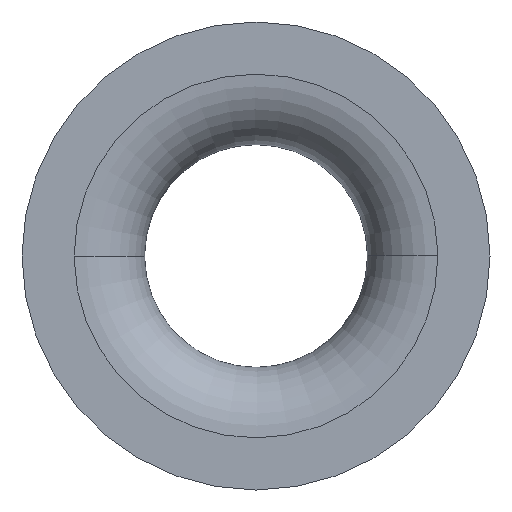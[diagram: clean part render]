
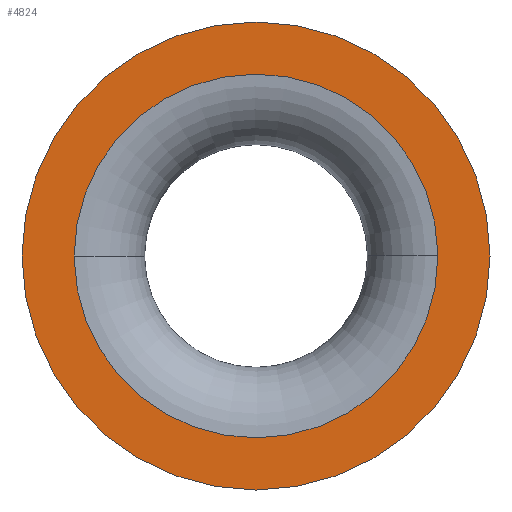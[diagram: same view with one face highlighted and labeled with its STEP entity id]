
A CAD part, front view. The second image highlights one B-rep face of the part: STEP entity #4824.
In plain terms, the highlighted planar face has unit normal (0, -1, 0).
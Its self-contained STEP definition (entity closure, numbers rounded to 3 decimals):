
#2921=CARTESIAN_POINT('',(0.,-5.25,0.));
#2922=DIRECTION('',(0.,1.,0.));
#2923=DIRECTION('',(1.,0.,0.014));
#2924=AXIS2_PLACEMENT_3D('',#2921,#2922,#2923);
#2953=CARTESIAN_POINT('',(0.,-5.25,0.));
#2954=DIRECTION('',(0.,1.,0.));
#2955=DIRECTION('',(1.,0.,0.));
#2956=AXIS2_PLACEMENT_3D('',#2953,#2954,#2955);
#2961=CARTESIAN_POINT('',(0.,-5.25,0.));
#2962=DIRECTION('',(0.,1.,0.));
#2963=DIRECTION('',(-1.,0.,0.));
#2964=AXIS2_PLACEMENT_3D('',#2961,#2962,#2963);
#2969=CARTESIAN_POINT('',(0.,-5.25,0.));
#2970=DIRECTION('',(0.,-1.,0.));
#2971=DIRECTION('',(-1.,0.,-0.014));
#2972=AXIS2_PLACEMENT_3D('',#2969,#2970,#2971);
#2977=CARTESIAN_POINT('',(0.,-5.25,0.));
#2978=DIRECTION('',(0.,-1.,0.));
#2979=DIRECTION('',(1.,0.,0.014));
#2980=AXIS2_PLACEMENT_3D('',#2977,#2978,#2979);
#4458=CARTESIAN_POINT('',(0.,-5.25,0.));
#4459=DIRECTION('',(0.,1.,0.));
#4460=DIRECTION('',(-1.,0.,-0.014));
#4461=AXIS2_PLACEMENT_3D('',#4458,#4459,#4460);
#4506=CARTESIAN_POINT('',(6.449,-5.25,0.092));
#4507=CARTESIAN_POINT('',(-6.45,-5.25,0.));
#4508=VERTEX_POINT('',#4506);
#4509=VERTEX_POINT('',#4507);
#4510=CARTESIAN_POINT('',(6.45,-5.25,0.));
#4511=VERTEX_POINT('',#4510);
#4512=CARTESIAN_POINT('',(8.3,-5.25,0.));
#4513=CARTESIAN_POINT('',(-8.3,-5.25,0.));
#4514=VERTEX_POINT('',#4512);
#4515=VERTEX_POINT('',#4513);
#4516=CARTESIAN_POINT('',(-6.449,-5.25,-0.092));
#4517=VERTEX_POINT('',#4516);
#4805=CARTESIAN_POINT('',(0.,-5.25,0.));
#4806=DIRECTION('',(0.,-1.,0.));
#4807=DIRECTION('',(-1.,0.,0.));
#4808=AXIS2_PLACEMENT_3D('',#4805,#4806,#4807);
#4809=PLANE('',#4808);
#4811=ORIENTED_EDGE('',*,*,#4810,.T.);
#4813=ORIENTED_EDGE('',*,*,#4812,.T.);
#4814=EDGE_LOOP('',(#4811,#4813));
#4815=FACE_OUTER_BOUND('',#4814,.F.);
#4817=ORIENTED_EDGE('',*,*,#4816,.F.);
#4819=ORIENTED_EDGE('',*,*,#4818,.T.);
#4820=ORIENTED_EDGE('',*,*,#4787,.F.);
#4821=ORIENTED_EDGE('',*,*,#4785,.T.);
#4822=EDGE_LOOP('',(#4817,#4819,#4820,#4821));
#4823=FACE_BOUND('',#4822,.F.);
#2925=CIRCLE('',#2924,6.45);
#2957=CIRCLE('',#2956,8.3);
#2965=CIRCLE('',#2964,8.3);
#2973=CIRCLE('',#2972,6.45);
#2981=CIRCLE('',#2980,6.45);
#4462=CIRCLE('',#4461,6.45);
#4785=EDGE_CURVE('',#4508,#4509,#2981,.T.);
#4787=EDGE_CURVE('',#4508,#4511,#2925,.T.);
#4810=EDGE_CURVE('',#4514,#4515,#2957,.T.);
#4812=EDGE_CURVE('',#4515,#4514,#2965,.T.);
#4816=EDGE_CURVE('',#4517,#4509,#4462,.T.);
#4818=EDGE_CURVE('',#4517,#4511,#2973,.T.);
#4824=ADVANCED_FACE('',(#4815,#4823),#4809,.T.);
